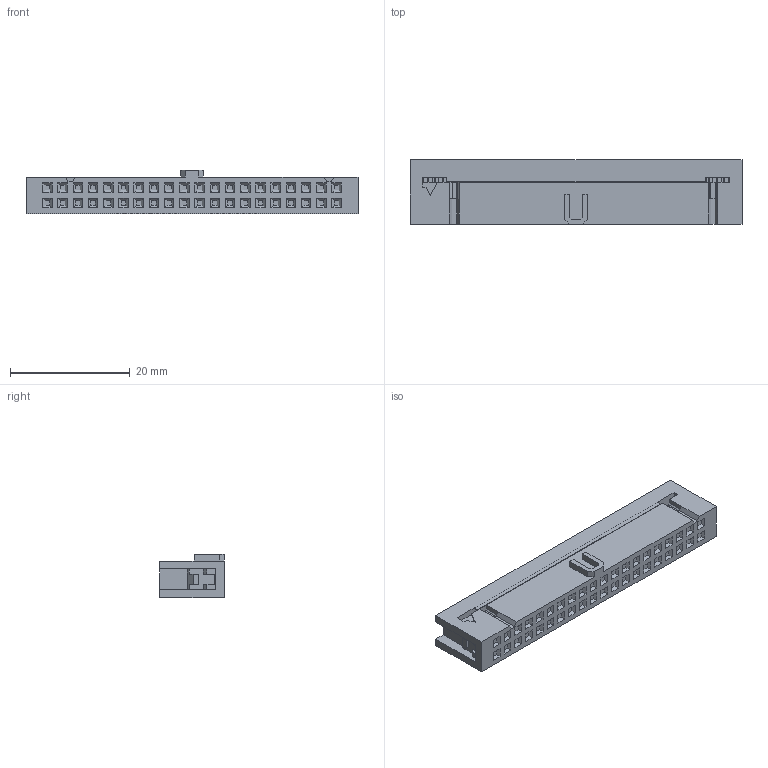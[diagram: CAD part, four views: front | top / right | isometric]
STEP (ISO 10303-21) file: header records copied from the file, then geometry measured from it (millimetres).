
FILE_DESCRIPTION(/* description */ (''),/* implementation_level */ '2;1');
FILE_NAME(/* name */ '100141386ugm000_b.stp',/* time_stamp */ '2016-11-24T14:02:49+01:00',/* author */ (''),/* organization */ (''),/* preprocessor_version */ 'ST-DEVELOPER v16',/* originating_system */ 'SIEMENS PLM Software NX 10.0',/* authorisation */ '');
FILE_SCHEMA (('AUTOMOTIVE_DESIGN { 1 0 10303 214 3 1 1 1 }'));
Length unit declared in the file: millimetre
Products named in the file (1): 100141386ugm000_b
Bounding box: 55.4 x 10.8 x 7.2 mm (x, y, z)
Volume: 3101.9 mm3; surface area: 2740.4 mm2
Topology: 1 solids, 1 shells, 621 faces, 1729 edges, 1148 vertices
Faces by surface type: plane 615, cylinder 6
Entity records: 22060 total; most frequent: CARTESIAN_POINT 3499, ORIENTED_EDGE 3458, DIRECTION 2985, EDGE_CURVE 1729, LINE 1717, VECTOR 1717, VERTEX_POINT 1148, EDGE_LOOP 821
